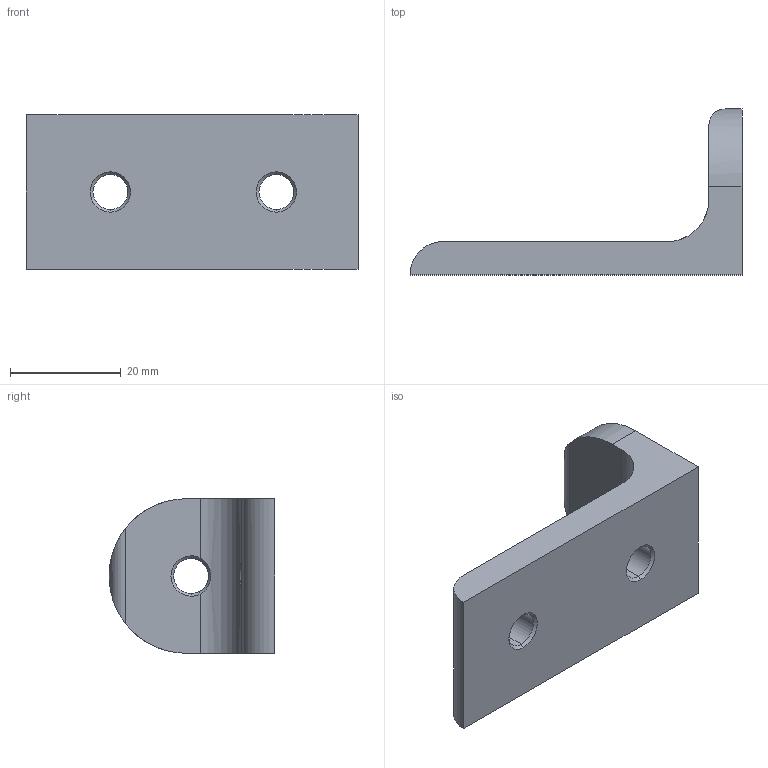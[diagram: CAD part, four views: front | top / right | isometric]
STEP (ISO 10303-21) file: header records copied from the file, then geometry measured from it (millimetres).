
FILE_DESCRIPTION (( 'STEP AP214' ), '1' );
FILE_NAME ('A459 Ïîâîðîòíûé óãîëîê, ïàç 10.STEP', '2022-02-02T08:38:34', ( 'Ïîëüçîâàòåëü Windows' ), ( '' ), 'SwSTEP 2.0', 'SolidWorks 2021', '' );
FILE_SCHEMA (( 'AUTOMOTIVE_DESIGN' ));
Length unit declared in the file: millimetre
Products named in the file (1): A459 Ïîâîðîòíûé óãîëîê, ïàç 10
Bounding box: 60 x 30 x 27.95 mm (x, y, z)
Volume: 13111.7 mm3; surface area: 5771.6 mm2
Topology: 1 solids, 1 shells, 33 faces, 87 edges, 54 vertices
Faces by surface type: cone 14, cylinder 10, plane 6, bspline 3
Entity records: 1795 total; most frequent: CARTESIAN_POINT 942, ORIENTED_EDGE 174, DIRECTION 172, EDGE_CURVE 87, AXIS2_PLACEMENT_3D 68, VERTEX_POINT 54, CIRCLE 37, EDGE_LOOP 37
